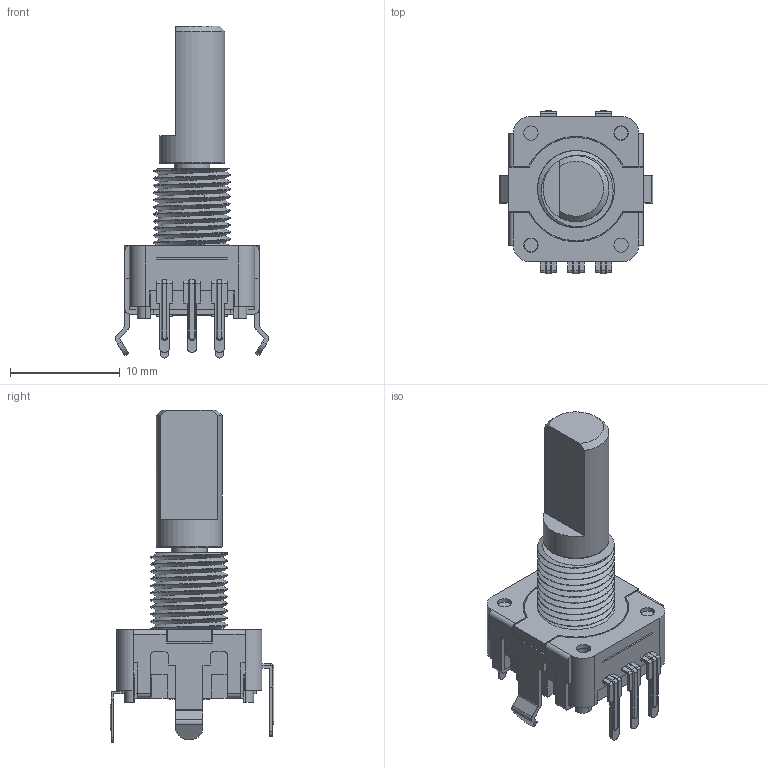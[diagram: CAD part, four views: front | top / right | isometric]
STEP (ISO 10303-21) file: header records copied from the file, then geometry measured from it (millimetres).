
FILE_DESCRIPTION( ( '' ), ' ' );
FILE_NAME( '5beabd9720d73e1b0fde3917.step', '2018-11-13T12:03:36', ( '' ), ( '' ), ' ', ' ', ' ' );
FILE_SCHEMA( ( 'AUTOMOTIVE_DESIGN { 1 0 10303 214 1 1 1 1 }' ) );
Length unit declared in the file: metre
Products named in the file (4): Open CASCADE STEP translator 6.8 1
Bounding box: 14 x 14.9 x 30.2 mm (x, y, z)
Volume: 1543.9 mm3; surface area: 1686.7 mm2
Topology: 4 solids, 4 shells, 416 faces, 1162 edges, 773 vertices
Faces by surface type: plane 285, cylinder 104, torus 15, bspline 7, cone 4, extrusion 1
Full cylindrical faces by diameter (mm): 1.2 x2, 1.3 x4, 1.5 x1, 3.251 x1, 3.5 x2, 3.6 x1, 4.5 x1, 6 x2
Entity records: 24924 total; most frequent: CARTESIAN_POINT 5133, ORIENTED_EDGE 2286, DIRECTION 2127, STYLED_ITEM 1559, PRESENTATION_STYLE_ASSIGNMENT 1559, COLOUR_RGB 1559, EDGE_CURVE 1143, CURVE_STYLE 1143
